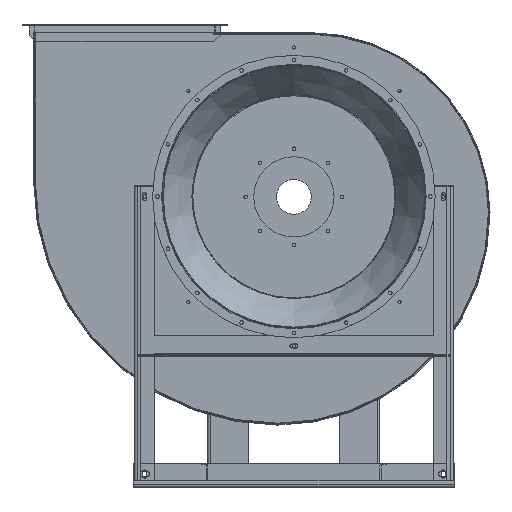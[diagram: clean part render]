
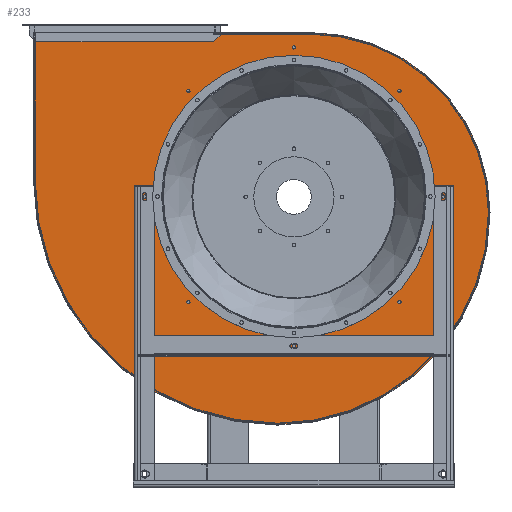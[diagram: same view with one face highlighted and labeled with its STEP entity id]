
A CAD part, top view. The second image highlights one B-rep face of the part: STEP entity #233.
In plain terms, the highlighted planar face has unit normal (0, 0, 1).
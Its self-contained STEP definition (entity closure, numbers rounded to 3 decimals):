
#233=ADVANCED_FACE('',(#21467,#21469,#21471,#21473,#21475,#21477,#21479,#21481,#21483,
#21485),#21487,.T.);
#21467=FACE_BOUND('',#21468,.T.);
#21468=EDGE_LOOP('',(#40124,#40125,#40126,#40127,#40128,#40129,#40130,#40131,#40132));
#21469=FACE_BOUND('',#21470,.T.);
#21470=EDGE_LOOP('',(#40133));
#21471=FACE_BOUND('',#21472,.T.);
#21472=EDGE_LOOP('',(#40134));
#21473=FACE_BOUND('',#21474,.T.);
#21474=EDGE_LOOP('',(#40135));
#21475=FACE_BOUND('',#21476,.T.);
#21476=EDGE_LOOP('',(#40136));
#21477=FACE_BOUND('',#21478,.T.);
#21478=EDGE_LOOP('',(#40137));
#21479=FACE_BOUND('',#21480,.T.);
#21480=EDGE_LOOP('',(#40138));
#21481=FACE_BOUND('',#21482,.T.);
#21482=EDGE_LOOP('',(#40139));
#21483=FACE_BOUND('',#21484,.T.);
#21484=EDGE_LOOP('',(#40140));
#21485=FACE_BOUND('',#21486,.T.);
#21486=EDGE_LOOP('',(#40141));
#21487=PLANE('',#21488);
#21488=AXIS2_PLACEMENT_3D('',#21489,#21490,#21491);
#21489=CARTESIAN_POINT('',(-268.149,905.624,975.));
#21490=DIRECTION('',(0.,0.,1.));
#21491=DIRECTION('',(1.,0.,0.));
#40124=ORIENTED_EDGE('',*,*,#54840,.F.);
#40125=ORIENTED_EDGE('',*,*,#54841,.F.);
#40126=ORIENTED_EDGE('',*,*,#54842,.F.);
#40127=ORIENTED_EDGE('',*,*,#54843,.F.);
#40128=ORIENTED_EDGE('',*,*,#54797,.T.);
#40129=ORIENTED_EDGE('',*,*,#54844,.T.);
#40130=ORIENTED_EDGE('',*,*,#54845,.T.);
#40131=ORIENTED_EDGE('',*,*,#54846,.T.);
#40132=ORIENTED_EDGE('',*,*,#54804,.T.);
#40133=ORIENTED_EDGE('',*,*,#54847,.T.);
#40134=ORIENTED_EDGE('',*,*,#54848,.T.);
#40135=ORIENTED_EDGE('',*,*,#54849,.T.);
#40136=ORIENTED_EDGE('',*,*,#54850,.T.);
#40137=ORIENTED_EDGE('',*,*,#54851,.T.);
#40138=ORIENTED_EDGE('',*,*,#54852,.T.);
#40139=ORIENTED_EDGE('',*,*,#54853,.T.);
#40140=ORIENTED_EDGE('',*,*,#54854,.T.);
#40141=ORIENTED_EDGE('',*,*,#54855,.F.);
#54797=EDGE_CURVE('',#62446,#62453,#62455,.T.);
#54804=EDGE_CURVE('',#62467,#62464,#62468,.T.);
#54840=EDGE_CURVE('',#62531,#62464,#62532,.T.);
#54841=EDGE_CURVE('',#62533,#62531,#62534,.F.);
#54842=EDGE_CURVE('',#62535,#62533,#62536,.T.);
#54843=EDGE_CURVE('',#62446,#62535,#62537,.F.);
#54844=EDGE_CURVE('',#62453,#62538,#62539,.T.);
#54845=EDGE_CURVE('',#62538,#62540,#62541,.T.);
#54846=EDGE_CURVE('',#62540,#62467,#62542,.T.);
#54847=EDGE_CURVE('',#62543,#62543,#62544,.F.);
#54848=EDGE_CURVE('',#62545,#62545,#62546,.F.);
#54849=EDGE_CURVE('',#62547,#62547,#62548,.F.);
#54850=EDGE_CURVE('',#62549,#62549,#62550,.F.);
#54851=EDGE_CURVE('',#62551,#62551,#62552,.F.);
#54852=EDGE_CURVE('',#62553,#62553,#62554,.F.);
#54853=EDGE_CURVE('',#62555,#62555,#62556,.F.);
#54854=EDGE_CURVE('',#62557,#62557,#62558,.F.);
#54855=EDGE_CURVE('',#62559,#62559,#62560,.T.);
#62446=VERTEX_POINT('',#74481);
#62453=VERTEX_POINT('',#74496);
#62455=LINE('',#74500,#74501);
#62464=VERTEX_POINT('',#74521);
#62467=VERTEX_POINT('',#74526);
#62468=LINE('',#74527,#74528);
#62531=VERTEX_POINT('',#74680);
#62532=LINE('',#74681,#74682);
#62533=VERTEX_POINT('',#74684);
#62534=LINE('',#74685,#74686);
#62535=VERTEX_POINT('',#74688);
#62536=LINE('',#74689,#74690);
#62537=LINE('',#74692,#74693);
#62538=VERTEX_POINT('',#74695);
#62539=CIRCLE('',#74696,761.);
#62540=VERTEX_POINT('',#74700);
#62541=CIRCLE('',#74701,661.);
#62542=CIRCLE('',#74705,561.);
#62543=VERTEX_POINT('',#74709);
#62544=CIRCLE('',#74710,5.25);
#62545=VERTEX_POINT('',#74714);
#62546=CIRCLE('',#74715,5.25);
#62547=VERTEX_POINT('',#74719);
#62548=CIRCLE('',#74720,5.25);
#62549=VERTEX_POINT('',#74724);
#62550=CIRCLE('',#74725,5.25);
#62551=VERTEX_POINT('',#74729);
#62552=CIRCLE('',#74730,5.25);
#62553=VERTEX_POINT('',#74734);
#62554=CIRCLE('',#74735,5.25);
#62555=VERTEX_POINT('',#74739);
#62556=CIRCLE('',#74740,5.25);
#62557=VERTEX_POINT('',#74744);
#62558=CIRCLE('',#74745,5.25);
#62559=VERTEX_POINT('',#74749);
#62560=CIRCLE('',#74750,440.);
#74481=CARTESIAN_POINT('',(-1079.149,1394.524,975.));
#74496=CARTESIAN_POINT('',(-1079.149,955.624,975.));
#74500=CARTESIAN_POINT('',(-1079.149,1394.524,975.));
#74501=VECTOR('',#74502,1.);
#74502=DIRECTION('',(0.,-1.,0.));
#74521=CARTESIAN_POINT('',(-498.049,1416.624,975.));
#74526=CARTESIAN_POINT('',(-218.149,1416.624,975.));
#74527=CARTESIAN_POINT('',(-218.149,1416.624,975.));
#74528=VECTOR('',#74529,1.);
#74529=DIRECTION('',(-1.,0.,0.));
#74680=CARTESIAN_POINT('',(-498.049,1407.624,975.));
#74681=CARTESIAN_POINT('',(-498.049,1407.624,975.));
#74682=VECTOR('',#74683,1.);
#74683=DIRECTION('',(0.,1.,0.));
#74684=CARTESIAN_POINT('',(-518.049,1387.624,975.));
#74685=CARTESIAN_POINT('',(-498.049,1407.624,975.));
#74686=VECTOR('',#74687,1.);
#74687=DIRECTION('',(-0.707,-0.707,0.));
#74688=CARTESIAN_POINT('',(-1072.249,1387.624,975.));
#74689=CARTESIAN_POINT('',(-1072.249,1387.624,975.));
#74690=VECTOR('',#74691,1.);
#74691=DIRECTION('',(1.,0.,0.));
#74692=CARTESIAN_POINT('',(-1072.249,1387.624,975.));
#74693=VECTOR('',#74694,1.);
#74694=DIRECTION('',(-0.707,0.707,0.));
#74695=CARTESIAN_POINT('',(-318.149,194.624,975.));
#74696=AXIS2_PLACEMENT_3D('',#74697,#74698,#74699);
#74697=CARTESIAN_POINT('',(-318.149,955.624,975.));
#74698=DIRECTION('',(0.,0.,1.));
#74699=DIRECTION('',(-1.,0.,0.));
#74700=CARTESIAN_POINT('',(342.851,855.624,975.));
#74701=AXIS2_PLACEMENT_3D('',#74702,#74703,#74704);
#74702=CARTESIAN_POINT('',(-318.149,855.624,975.));
#74703=DIRECTION('',(0.,0.,1.));
#74704=DIRECTION('',(0.,-1.,0.));
#74705=AXIS2_PLACEMENT_3D('',#74706,#74707,#74708);
#74706=CARTESIAN_POINT('',(-218.149,855.624,975.));
#74707=DIRECTION('',(0.,0.,1.));
#74708=DIRECTION('',(1.,0.,0.));
#74709=CARTESIAN_POINT('',(-262.899,1370.624,975.));
#74710=AXIS2_PLACEMENT_3D('',#74711,#74712,#74713);
#74711=CARTESIAN_POINT('',(-268.149,1370.624,975.));
#74712=DIRECTION('',(0.,0.,1.));
#74713=DIRECTION('',(1.,0.,0.));
#74714=CARTESIAN_POINT('',(65.905,576.819,975.));
#74715=AXIS2_PLACEMENT_3D('',#74716,#74717,#74718);
#74716=CARTESIAN_POINT('',(60.655,576.819,975.));
#74717=DIRECTION('',(0.,0.,1.));
#74718=DIRECTION('',(1.,0.,0.));
#74719=CARTESIAN_POINT('',(-591.704,576.819,975.));
#74720=AXIS2_PLACEMENT_3D('',#74721,#74722,#74723);
#74721=CARTESIAN_POINT('',(-596.954,576.819,975.));
#74722=DIRECTION('',(0.,0.,1.));
#74723=DIRECTION('',(1.,0.,0.));
#74724=CARTESIAN_POINT('',(65.905,1234.429,975.));
#74725=AXIS2_PLACEMENT_3D('',#74726,#74727,#74728);
#74726=CARTESIAN_POINT('',(60.655,1234.429,975.));
#74727=DIRECTION('',(0.,0.,1.));
#74728=DIRECTION('',(1.,0.,0.));
#74729=CARTESIAN_POINT('',(202.101,905.624,975.));
#74730=AXIS2_PLACEMENT_3D('',#74731,#74732,#74733);
#74731=CARTESIAN_POINT('',(196.851,905.624,975.));
#74732=DIRECTION('',(0.,0.,1.));
#74733=DIRECTION('',(1.,0.,0.));
#74734=CARTESIAN_POINT('',(-591.704,1234.429,975.));
#74735=AXIS2_PLACEMENT_3D('',#74736,#74737,#74738);
#74736=CARTESIAN_POINT('',(-596.954,1234.429,975.));
#74737=DIRECTION('',(0.,0.,1.));
#74738=DIRECTION('',(1.,0.,0.));
#74739=CARTESIAN_POINT('',(-262.899,440.624,975.));
#74740=AXIS2_PLACEMENT_3D('',#74741,#74742,#74743);
#74741=CARTESIAN_POINT('',(-268.149,440.624,975.));
#74742=DIRECTION('',(0.,0.,1.));
#74743=DIRECTION('',(1.,0.,0.));
#74744=CARTESIAN_POINT('',(-727.899,905.624,975.));
#74745=AXIS2_PLACEMENT_3D('',#74746,#74747,#74748);
#74746=CARTESIAN_POINT('',(-733.149,905.624,975.));
#74747=DIRECTION('',(0.,0.,1.));
#74748=DIRECTION('',(1.,0.,0.));
#74749=CARTESIAN_POINT('',(-708.149,905.624,975.));
#74750=AXIS2_PLACEMENT_3D('',#74751,#74752,#74753);
#74751=CARTESIAN_POINT('',(-268.149,905.624,975.));
#74752=DIRECTION('',(0.,0.,1.));
#74753=DIRECTION('',(-1.,0.,0.));
